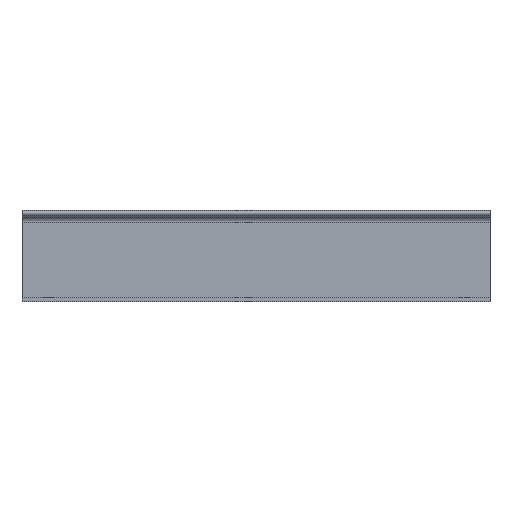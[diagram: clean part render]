
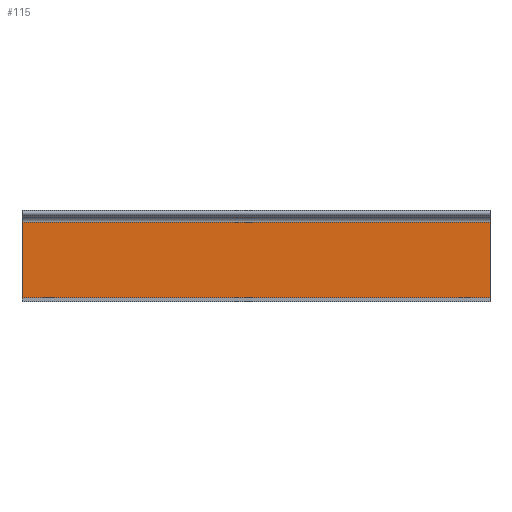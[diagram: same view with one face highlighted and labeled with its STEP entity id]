
A CAD part, front view. The second image highlights one B-rep face of the part: STEP entity #115.
In plain terms, the highlighted planar face has unit normal (0, -1, 0).
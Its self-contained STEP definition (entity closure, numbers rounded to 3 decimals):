
#23 = DIRECTION ( 'NONE',  ( 0., 0., -1. ) ) ;
#25 = VECTOR ( 'NONE', #332, 1000. ) ;
#26 = VERTEX_POINT ( 'NONE', #207 ) ;
#30 = CARTESIAN_POINT ( 'NONE',  ( 90., -1.5, 1.5 ) ) ;
#34 = VECTOR ( 'NONE', #23, 1000. ) ;
#40 = VERTEX_POINT ( 'NONE', #485 ) ;
#42 = EDGE_CURVE ( 'NONE', #26, #369, #121, .T. ) ;
#56 = CARTESIAN_POINT ( 'NONE',  ( -90., -1.5, 30.493 ) ) ;
#57 = FACE_OUTER_BOUND ( 'NONE', #349, .T. ) ;
#61 = CARTESIAN_POINT ( 'NONE',  ( 90., -1.5, 30.493 ) ) ;
#79 = CARTESIAN_POINT ( 'NONE',  ( -90., -1.5, 1.5 ) ) ;
#91 = VERTEX_POINT ( 'NONE', #79 ) ;
#98 = DIRECTION ( 'NONE',  ( 0., 1., 0. ) ) ;
#115 = ADVANCED_FACE ( 'NONE', ( #57 ), #427, .F. ) ;
#121 = LINE ( 'NONE', #287, #25 ) ;
#125 = DIRECTION ( 'NONE',  ( -1., 0., 0. ) ) ;
#154 = VECTOR ( 'NONE', #125, 1000. ) ;
#183 = LINE ( 'NONE', #30, #488 ) ;
#207 = CARTESIAN_POINT ( 'NONE',  ( 90., -1.5, 30.493 ) ) ;
#208 = EDGE_CURVE ( 'NONE', #369, #91, #183, .T. ) ;
#235 = DIRECTION ( 'NONE',  ( 0., 0., 1. ) ) ;
#244 = DIRECTION ( 'NONE',  ( -1., 0., 0. ) ) ;
#258 = ORIENTED_EDGE ( 'NONE', *, *, #437, .T. ) ;
#287 = CARTESIAN_POINT ( 'NONE',  ( 90., -1.5, 30.493 ) ) ;
#292 = CARTESIAN_POINT ( 'NONE',  ( 90., -1.5, 30.493 ) ) ;
#332 = DIRECTION ( 'NONE',  ( 0., 0., -1. ) ) ;
#341 = ORIENTED_EDGE ( 'NONE', *, *, #42, .F. ) ;
#349 = EDGE_LOOP ( 'NONE', ( #483, #462, #341, #258 ) ) ;
#366 = EDGE_CURVE ( 'NONE', #40, #91, #395, .T. ) ;
#369 = VERTEX_POINT ( 'NONE', #430 ) ;
#395 = LINE ( 'NONE', #56, #34 ) ;
#427 = PLANE ( 'NONE',  #516 ) ;
#430 = CARTESIAN_POINT ( 'NONE',  ( 90., -1.5, 1.5 ) ) ;
#437 = EDGE_CURVE ( 'NONE', #26, #40, #441, .T. ) ;
#441 = LINE ( 'NONE', #292, #154 ) ;
#462 = ORIENTED_EDGE ( 'NONE', *, *, #208, .F. ) ;
#483 = ORIENTED_EDGE ( 'NONE', *, *, #366, .T. ) ;
#485 = CARTESIAN_POINT ( 'NONE',  ( -90., -1.5, 30.493 ) ) ;
#488 = VECTOR ( 'NONE', #244, 1000. ) ;
#516 = AXIS2_PLACEMENT_3D ( 'NONE', #61, #98, #235 ) ;
